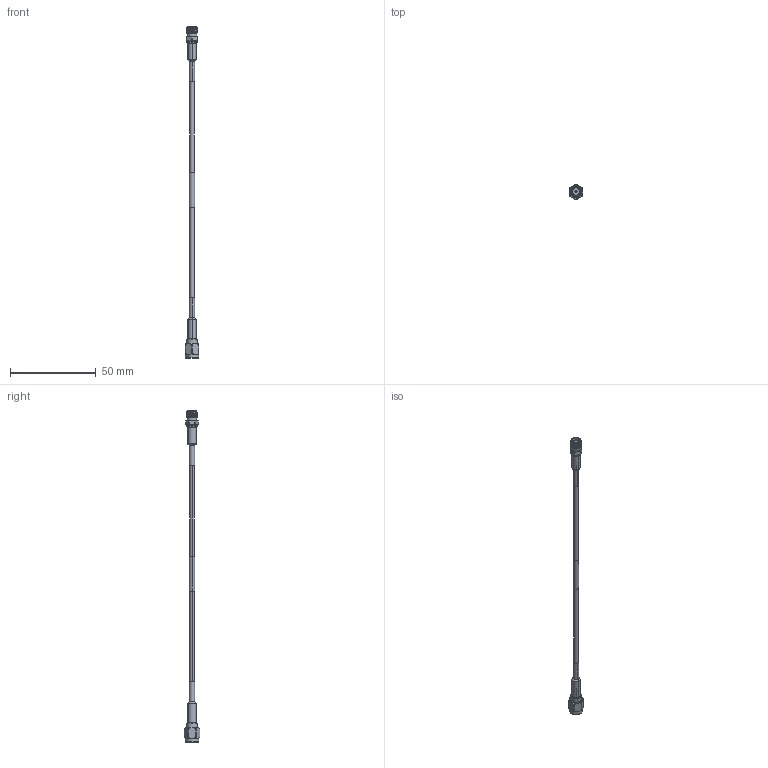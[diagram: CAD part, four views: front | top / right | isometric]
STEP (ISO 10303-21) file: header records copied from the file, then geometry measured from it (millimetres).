
FILE_DESCRIPTION (( 'STEP AP214' ), '1' );
FILE_NAME ('FMC0213315_3D.step', '2023-10-05T22:05:30', ( '' ), ( '' ), 'SwSTEP 2.0', 'SolidWorks 2022', '' );
FILE_SCHEMA (( 'AUTOMOTIVE_DESIGN' ));
Length unit declared in the file: inch
Products named in the file (5): Heat Shrinks^FMC0213315; RG316^FMC0213315_RG316; SC7078_3D^FMC0213315; FMC0213315_3D; SC7059_3D^FMC0213315
Assembly tree (5 placements, depth 2):
  FMC0213315_3D
    RG316^FMC0213315_RG316
    Heat Shrinks^FMC0213315  x2
    SC7059_3D^FMC0213315
    SC7078_3D^FMC0213315
Bounding box: 7.94 x 9.02 x 194.12 mm (x, y, z)
Volume: 2165.8 mm3; surface area: 3392.7 mm2
Topology: 7 solids, 7 shells, 203 faces, 451 edges, 276 vertices
Faces by surface type: cylinder 92, cone 51, plane 42, bspline 10, torus 8
Entity records: 8746 total; most frequent: CARTESIAN_POINT 4373, DIRECTION 873, ORIENTED_EDGE 862, EDGE_CURVE 431, AXIS2_PLACEMENT_3D 376, VERTEX_POINT 267, EDGE_LOOP 216, ADVANCED_FACE 194
